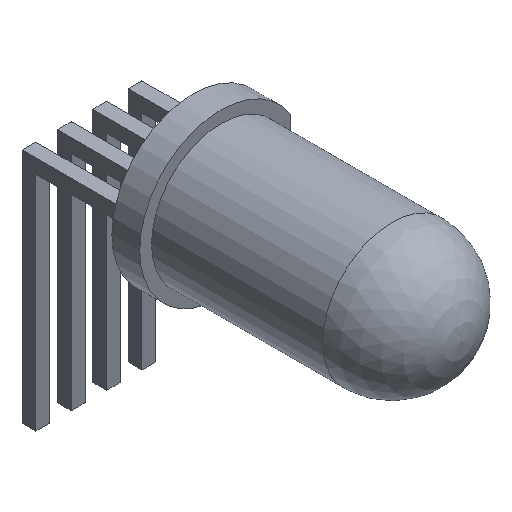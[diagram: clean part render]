
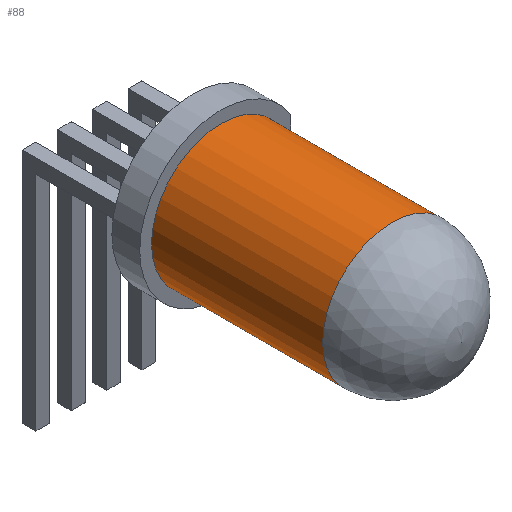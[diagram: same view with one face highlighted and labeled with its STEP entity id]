
A CAD part, isometric view. The second image highlights one B-rep face of the part: STEP entity #88.
In plain terms, the highlighted cylindrical face has radius 2.5 mm (diameter 5 mm), a full revolution.
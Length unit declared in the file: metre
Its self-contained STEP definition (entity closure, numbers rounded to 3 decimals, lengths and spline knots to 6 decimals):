
#88 = ADVANCED_FACE( '', ( #192, #193 ), #194, .T. );
#192 = FACE_OUTER_BOUND( '', #307, .T. );
#193 = FACE_OUTER_BOUND( '', #308, .T. );
#194 = CYLINDRICAL_SURFACE( '', #309, 0.0025 );
#307 = EDGE_LOOP( '', ( #509 ) );
#308 = EDGE_LOOP( '', ( #510 ) );
#309 = AXIS2_PLACEMENT_3D( '', #511, #512, #513 );
#509 = ORIENTED_EDGE( '', *, *, #742, .T. );
#510 = ORIENTED_EDGE( '', *, *, #743, .F. );
#511 = CARTESIAN_POINT( '', ( 0., -0.005325, 0. ) );
#512 = DIRECTION( '', ( 0., 1., 0. ) );
#513 = DIRECTION( '', ( 0., 0., -1. ) );
#742 = EDGE_CURVE( '', #905, #905, #906, .T. );
#743 = EDGE_CURVE( '', #907, #907, #908, .T. );
#905 = VERTEX_POINT( '', #1133 );
#906 = CIRCLE( '', #1134, 0.0025 );
#907 = VERTEX_POINT( '', #1135 );
#908 = CIRCLE( '', #1136, 0.0025 );
#1133 = CARTESIAN_POINT( '', ( 0.0025, -0.001, 0. ) );
#1134 = AXIS2_PLACEMENT_3D( '', #1261, #1262, #1263 );
#1135 = CARTESIAN_POINT( '', ( 0., -0.00715, -0.0025 ) );
#1136 = AXIS2_PLACEMENT_3D( '', #1264, #1265, #1266 );
#1261 = CARTESIAN_POINT( '', ( 0., -0.001, 0. ) );
#1262 = DIRECTION( '', ( 0., -1., 0. ) );
#1263 = DIRECTION( '', ( 0., 0., -1. ) );
#1264 = CARTESIAN_POINT( '', ( 0., -0.00715, 0. ) );
#1265 = DIRECTION( '', ( 0., -1., 0. ) );
#1266 = DIRECTION( '', ( 0., 0., -1. ) );
